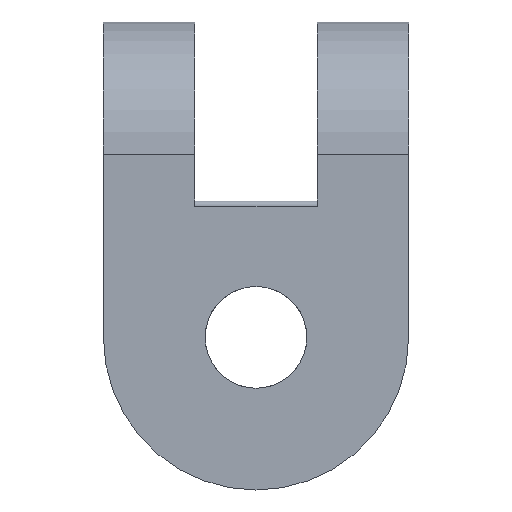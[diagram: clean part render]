
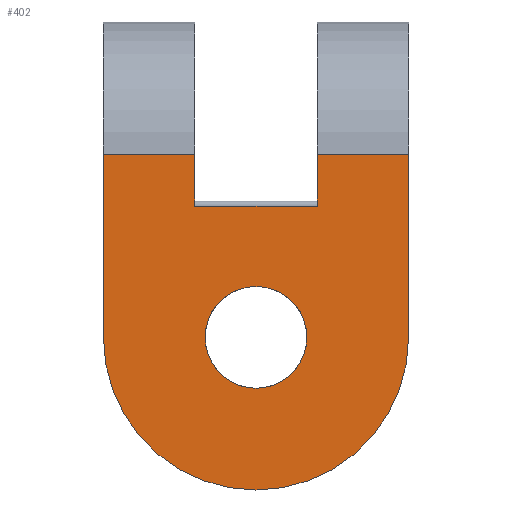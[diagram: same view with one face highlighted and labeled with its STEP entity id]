
A CAD part, left-side view. The second image highlights one B-rep face of the part: STEP entity #402.
In plain terms, the highlighted planar face has unit normal (-1, 0, 0).
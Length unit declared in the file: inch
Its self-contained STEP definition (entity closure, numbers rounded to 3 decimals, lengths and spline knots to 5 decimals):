
#15=FACE_BOUND('',#60,.T.);
#21=PLANE('',#464);
#38=FACE_OUTER_BOUND('',#59,.T.);
#59=EDGE_LOOP('',(#305,#306,#307,#308,#309,#310,#311,#312));
#60=EDGE_LOOP('',(#313,#314));
#81=LINE('',#932,#106);
#84=LINE('',#949,#109);
#87=LINE('',#964,#112);
#94=LINE('',#980,#119);
#95=LINE('',#981,#120);
#96=LINE('',#983,#121);
#97=LINE('',#985,#122);
#106=VECTOR('',#521,137.79528);
#109=VECTOR('',#538,137.79528);
#112=VECTOR('',#555,137.79528);
#119=VECTOR('',#568,137.79528);
#120=VECTOR('',#569,137.79528);
#121=VECTOR('',#570,137.79528);
#122=VECTOR('',#573,137.79528);
#143=CIRCLE('',#458,0.875);
#144=CIRCLE('',#459,0.875);
#147=CIRCLE('',#465,2.625);
#168=VERTEX_POINT('',#926);
#170=VERTEX_POINT('',#930);
#175=VERTEX_POINT('',#943);
#177=VERTEX_POINT('',#947);
#178=VERTEX_POINT('',#953);
#179=VERTEX_POINT('',#955);
#182=VERTEX_POINT('',#963);
#187=VERTEX_POINT('',#978);
#188=VERTEX_POINT('',#979);
#189=VERTEX_POINT('',#982);
#211=EDGE_CURVE('',#168,#170,#81,.T.);
#219=EDGE_CURVE('',#175,#177,#84,.T.);
#223=EDGE_CURVE('',#179,#178,#143,.T.);
#224=EDGE_CURVE('',#178,#179,#144,.T.);
#227=EDGE_CURVE('',#182,#175,#87,.T.);
#235=EDGE_CURVE('',#187,#188,#94,.F.);
#236=EDGE_CURVE('',#188,#168,#95,.T.);
#237=EDGE_CURVE('',#189,#170,#96,.T.);
#238=EDGE_CURVE('',#182,#189,#147,.T.);
#239=EDGE_CURVE('',#177,#187,#97,.T.);
#305=ORIENTED_EDGE('',*,*,#235,.T.);
#306=ORIENTED_EDGE('',*,*,#236,.T.);
#307=ORIENTED_EDGE('',*,*,#211,.T.);
#308=ORIENTED_EDGE('',*,*,#237,.F.);
#309=ORIENTED_EDGE('',*,*,#238,.F.);
#310=ORIENTED_EDGE('',*,*,#227,.T.);
#311=ORIENTED_EDGE('',*,*,#219,.T.);
#312=ORIENTED_EDGE('',*,*,#239,.T.);
#313=ORIENTED_EDGE('',*,*,#223,.T.);
#314=ORIENTED_EDGE('',*,*,#224,.T.);
#402=ADVANCED_FACE('',(#38,#15),#21,.F.);
#458=AXIS2_PLACEMENT_3D('',#956,#546,#547);
#459=AXIS2_PLACEMENT_3D('',#957,#548,#549);
#464=AXIS2_PLACEMENT_3D('',#977,#566,#567);
#465=AXIS2_PLACEMENT_3D('',#984,#571,#572);
#521=DIRECTION('',(0.,1.,0.));
#538=DIRECTION('',(0.,1.,0.));
#546=DIRECTION('center_axis',(1.,0.,0.));
#547=DIRECTION('ref_axis',(0.,0.,-1.));
#548=DIRECTION('center_axis',(1.,0.,0.));
#549=DIRECTION('ref_axis',(0.,0.,-1.));
#555=DIRECTION('',(0.,0.,1.));
#566=DIRECTION('center_axis',(1.,0.,0.));
#567=DIRECTION('ref_axis',(0.,1.,0.));
#568=DIRECTION('',(0.,-1.,0.));
#569=DIRECTION('',(0.,0.,1.));
#570=DIRECTION('',(0.,0.,1.));
#571=DIRECTION('center_axis',(1.,0.,0.));
#572=DIRECTION('ref_axis',(0.,-1.,0.));
#573=DIRECTION('',(0.,0.,-1.));
#926=CARTESIAN_POINT('',(-2.275,1.05,0.));
#930=CARTESIAN_POINT('',(-2.275,2.625,0.));
#932=CARTESIAN_POINT('',(-2.275,-2.625,0.));
#943=CARTESIAN_POINT('',(-2.275,-2.625,0.));
#947=CARTESIAN_POINT('',(-2.275,-1.05,0.));
#949=CARTESIAN_POINT('',(-2.275,-2.625,0.));
#953=CARTESIAN_POINT('',(-2.275,0.,-2.275));
#955=CARTESIAN_POINT('',(-2.275,0.,-4.025));
#956=CARTESIAN_POINT('Origin',(-2.275,0.,-3.15));
#957=CARTESIAN_POINT('Origin',(-2.275,0.,-3.15));
#963=CARTESIAN_POINT('',(-2.275,-2.625,-3.15));
#964=CARTESIAN_POINT('',(-2.275,-2.625,-1.68115));
#977=CARTESIAN_POINT('Origin',(-2.275,0.,-3.15));
#978=CARTESIAN_POINT('',(-2.275,-1.05,-0.89233));
#979=CARTESIAN_POINT('',(-2.275,1.05,-0.89233));
#980=CARTESIAN_POINT('',(-2.275,0.,-0.89233));
#981=CARTESIAN_POINT('',(-2.275,1.05,0.));
#982=CARTESIAN_POINT('',(-2.275,2.625,-3.15));
#983=CARTESIAN_POINT('',(-2.275,2.625,-1.68115));
#984=CARTESIAN_POINT('Origin',(-2.275,0.,-3.15));
#985=CARTESIAN_POINT('',(-2.275,-1.05,-3.15));
